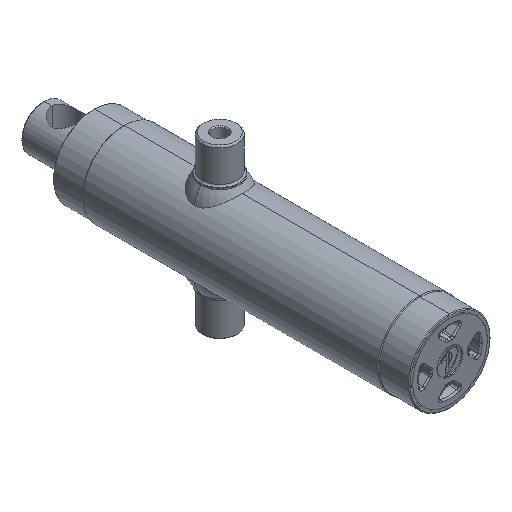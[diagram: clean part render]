
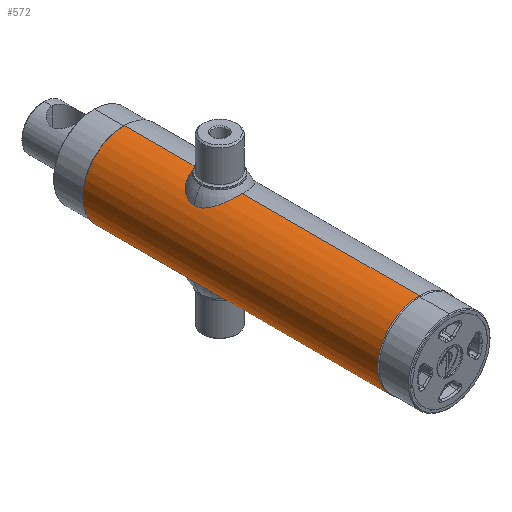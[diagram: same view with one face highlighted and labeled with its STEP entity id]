
A CAD part, isometric view. The second image highlights one B-rep face of the part: STEP entity #572.
In plain terms, the highlighted cylindrical face has radius 54 mm (diameter 108 mm), a partial arc.
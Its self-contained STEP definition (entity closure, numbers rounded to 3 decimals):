
#92 = B_SPLINE_CURVE_WITH_KNOTS ( 'NONE', 3,
 ( #6034, #8072, #8750, #4766, #398, #5461, #1104, #6092, #1837, #6744, #2611, #7411, #3347, #8104, #4055, #8776, #4804, #433, #5494, #1149, #6113, #1867, #6772, #2650, #7436, #3380, #8138, #4083, #8806, #4840, #463, #5520, #1182, #6148, #1901, #6801, #2681, #7464, #3413, #8170, #4124, #8832, #4875 ),
 .UNSPECIFIED., .F., .F.,
 ( 4, 2, 2, 1, 2, 2, 2, 2, 2, 2, 2, 2, 2, 2, 2, 2, 2, 2, 2, 2, 2, 4 ),
 ( 0.019, 0.02, 0.021, 0.021, 0.022, 0.022, 0.023, 0.025, 0.026, 0.026, 0.027, 0.028, 0.029, 0.03, 0.031, 0.032, 0.033, 0.034, 0.035, 0.035, 0.036, 0.038 ),
 .UNSPECIFIED. ) ;
#398 = CARTESIAN_POINT ( 'NONE',  ( -1.555, 311.888, 53.978 ) ) ;
#433 = CARTESIAN_POINT ( 'NONE',  ( -5.683, 308.023, 53.7 ) ) ;
#463 = CARTESIAN_POINT ( 'NONE',  ( -4.775, 302.435, 53.789 ) ) ;
#572 = ADVANCED_FACE ( 'NONE', ( #1131 ), #7264, .T. ) ;
#628 = AXIS2_PLACEMENT_3D ( 'NONE', #6654, #2501, #7324 ) ;
#814 = CARTESIAN_POINT ( 'NONE',  ( 0., 617.283, 54. ) ) ;
#1017 = ORIENTED_EDGE ( 'NONE', *, *, #3123, .T. ) ;
#1080 = CARTESIAN_POINT ( 'NONE',  ( 0., 617.283, 54. ) ) ;
#1104 = CARTESIAN_POINT ( 'NONE',  ( -2.299, 311.642, 53.952 ) ) ;
#1108 = CARTESIAN_POINT ( 'NONE',  ( 0., 47.089, 54. ) ) ;
#1131 = FACE_OUTER_BOUND ( 'NONE', #5968, .T. ) ;
#1149 = CARTESIAN_POINT ( 'NONE',  ( -5.846, 307.455, 53.683 ) ) ;
#1158 = DIRECTION ( 'NONE',  ( 0., 1., 0. ) ) ;
#1182 = CARTESIAN_POINT ( 'NONE',  ( -3.969, 301.573, 53.855 ) ) ;
#1665 = VECTOR ( 'NONE', #5326, 1000. ) ;
#1837 = CARTESIAN_POINT ( 'NONE',  ( -2.999, 311.29, 53.917 ) ) ;
#1867 = CARTESIAN_POINT ( 'NONE',  ( -6., 306.49, 53.666 ) ) ;
#1901 = CARTESIAN_POINT ( 'NONE',  ( -3.176, 300.995, 53.907 ) ) ;
#2117 = EDGE_CURVE ( 'NONE', #7251, #7330, #8333, .T. ) ;
#2266 = CIRCLE ( 'NONE', #628, 54. ) ;
#2330 = EDGE_CURVE ( 'NONE', #5498, #7445, #8903, .T. ) ;
#2501 = DIRECTION ( 'NONE',  ( 0., 1., 0. ) ) ;
#2611 = CARTESIAN_POINT ( 'NONE',  ( -3.661, 310.859, 53.877 ) ) ;
#2650 = CARTESIAN_POINT ( 'NONE',  ( -5.962, 305.307, 53.67 ) ) ;
#2681 = CARTESIAN_POINT ( 'NONE',  ( -2.66, 300.708, 53.935 ) ) ;
#3014 = CIRCLE ( 'NONE', #8669, 54. ) ;
#3023 = CARTESIAN_POINT ( 'NONE',  ( 0., 312.089, 54. ) ) ;
#3081 = ORIENTED_EDGE ( 'NONE', *, *, #2330, .T. ) ;
#3123 = EDGE_CURVE ( 'NONE', #7306, #5022, #7820, .T. ) ;
#3347 = CARTESIAN_POINT ( 'NONE',  ( -4.516, 310.059, 53.812 ) ) ;
#3380 = CARTESIAN_POINT ( 'NONE',  ( -5.8, 304.541, 53.688 ) ) ;
#3388 = DIRECTION ( 'NONE',  ( 0., 1., 0. ) ) ;
#3413 = CARTESIAN_POINT ( 'NONE',  ( -1.942, 300.399, 53.966 ) ) ;
#3681 = CARTESIAN_POINT ( 'NONE',  ( 0., 47.089, -54. ) ) ;
#3804 = ORIENTED_EDGE ( 'NONE', *, *, #7604, .F. ) ;
#4055 = CARTESIAN_POINT ( 'NONE',  ( -5.205, 309.099, 53.749 ) ) ;
#4083 = CARTESIAN_POINT ( 'NONE',  ( -5.619, 303.977, 53.707 ) ) ;
#4086 = ORIENTED_EDGE ( 'NONE', *, *, #2117, .F. ) ;
#4124 = CARTESIAN_POINT ( 'NONE',  ( -0.789, 300.128, 53.996 ) ) ;
#4459 = ORIENTED_EDGE ( 'NONE', *, *, #6867, .F. ) ;
#4766 = CARTESIAN_POINT ( 'NONE',  ( -1.362, 311.936, 53.983 ) ) ;
#4804 = CARTESIAN_POINT ( 'NONE',  ( -5.616, 308.21, 53.707 ) ) ;
#4840 = CARTESIAN_POINT ( 'NONE',  ( -5.21, 303.087, 53.749 ) ) ;
#4875 = CARTESIAN_POINT ( 'NONE',  ( 0., 300.089, 54. ) ) ;
#5022 = VERTEX_POINT ( 'NONE', #8316 ) ;
#5326 = DIRECTION ( 'NONE',  ( 0., 1., 0. ) ) ;
#5397 = CARTESIAN_POINT ( 'NONE',  ( 0., 430.089, 54. ) ) ;
#5461 = CARTESIAN_POINT ( 'NONE',  ( -1.931, 311.774, 53.966 ) ) ;
#5494 = CARTESIAN_POINT ( 'NONE',  ( -5.798, 307.646, 53.688 ) ) ;
#5498 = VERTEX_POINT ( 'NONE', #3023 ) ;
#5520 = CARTESIAN_POINT ( 'NONE',  ( -4.522, 302.126, 53.811 ) ) ;
#5968 = EDGE_LOOP ( 'NONE', ( #4086, #6218, #1017, #3804, #3081, #4459 ) ) ;
#6034 = CARTESIAN_POINT ( 'NONE',  ( 0., 312.089, 54. ) ) ;
#6092 = CARTESIAN_POINT ( 'NONE',  ( -2.653, 311.475, 53.935 ) ) ;
#6113 = CARTESIAN_POINT ( 'NONE',  ( -5.96, 306.88, 53.67 ) ) ;
#6148 = CARTESIAN_POINT ( 'NONE',  ( -3.668, 301.325, 53.876 ) ) ;
#6218 = ORIENTED_EDGE ( 'NONE', *, *, #7315, .T. ) ;
#6654 = CARTESIAN_POINT ( 'NONE',  ( 0., 47.089, 0. ) ) ;
#6744 = CARTESIAN_POINT ( 'NONE',  ( -3.169, 311.188, 53.907 ) ) ;
#6772 = CARTESIAN_POINT ( 'NONE',  ( -6., 305.697, 53.666 ) ) ;
#6801 = CARTESIAN_POINT ( 'NONE',  ( -3.006, 300.893, 53.917 ) ) ;
#6829 = AXIS2_PLACEMENT_3D ( 'NONE', #8678, #8366, #8880 ) ;
#6867 = EDGE_CURVE ( 'NONE', #7330, #7445, #3014, .T. ) ;
#7251 = VERTEX_POINT ( 'NONE', #3681 ) ;
#7264 = CYLINDRICAL_SURFACE ( 'NONE', #6829, 54. ) ;
#7306 = VERTEX_POINT ( 'NONE', #1108 ) ;
#7315 = EDGE_CURVE ( 'NONE', #7251, #7306, #2266, .T. ) ;
#7324 = DIRECTION ( 'NONE',  ( 0., 0., 1. ) ) ;
#7330 = VERTEX_POINT ( 'NONE', #7985 ) ;
#7350 = DIRECTION ( 'NONE',  ( 0., 1., 0. ) ) ;
#7411 = CARTESIAN_POINT ( 'NONE',  ( -3.963, 310.611, 53.855 ) ) ;
#7436 = CARTESIAN_POINT ( 'NONE',  ( -5.848, 304.732, 53.682 ) ) ;
#7442 = CARTESIAN_POINT ( 'NONE',  ( 0., 430.089, 0. ) ) ;
#7445 = VERTEX_POINT ( 'NONE', #5397 ) ;
#7464 = CARTESIAN_POINT ( 'NONE',  ( -2.483, 300.624, 53.943 ) ) ;
#7604 = EDGE_CURVE ( 'NONE', #5498, #5022, #92, .T. ) ;
#7778 = VECTOR ( 'NONE', #7350, 1000. ) ;
#7820 = LINE ( 'NONE', #1080, #7778 ) ;
#7967 = CARTESIAN_POINT ( 'NONE',  ( 0., 617.283, -54. ) ) ;
#7985 = CARTESIAN_POINT ( 'NONE',  ( 0., 430.089, -54. ) ) ;
#8072 = CARTESIAN_POINT ( 'NONE',  ( -0.392, 312.089, 54. ) ) ;
#8104 = CARTESIAN_POINT ( 'NONE',  ( -4.77, 309.75, 53.789 ) ) ;
#8138 = CARTESIAN_POINT ( 'NONE',  ( -5.686, 304.164, 53.7 ) ) ;
#8145 = DIRECTION ( 'NONE',  ( 0., 0., 1. ) ) ;
#8170 = CARTESIAN_POINT ( 'NONE',  ( -1.565, 300.283, 53.979 ) ) ;
#8316 = CARTESIAN_POINT ( 'NONE',  ( 0., 300.089, 54. ) ) ;
#8333 = LINE ( 'NONE', #7967, #1665 ) ;
#8366 = DIRECTION ( 'NONE',  ( 0., 1., 0. ) ) ;
#8669 = AXIS2_PLACEMENT_3D ( 'NONE', #7442, #3388, #8145 ) ;
#8678 = CARTESIAN_POINT ( 'NONE',  ( 0., 617.283, 0. ) ) ;
#8750 = CARTESIAN_POINT ( 'NONE',  ( -0.781, 312.051, 53.996 ) ) ;
#8776 = CARTESIAN_POINT ( 'NONE',  ( -5.39, 308.754, 53.731 ) ) ;
#8806 = CARTESIAN_POINT ( 'NONE',  ( -5.394, 303.432, 53.73 ) ) ;
#8832 = CARTESIAN_POINT ( 'NONE',  ( -0.397, 300.089, 54. ) ) ;
#8880 = DIRECTION ( 'NONE',  ( 0., 0., 1. ) ) ;
#8888 = VECTOR ( 'NONE', #1158, 1000. ) ;
#8903 = LINE ( 'NONE', #814, #8888 ) ;
